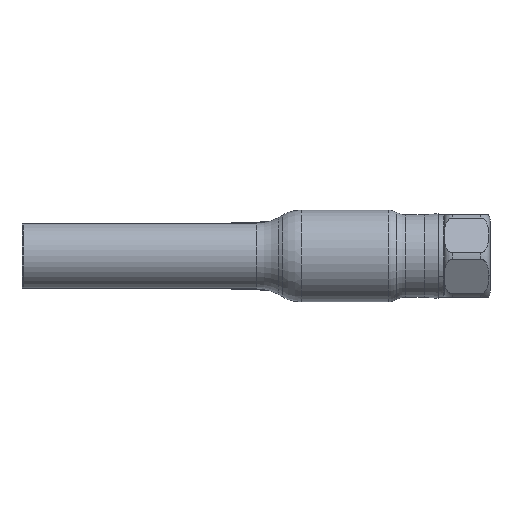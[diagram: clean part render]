
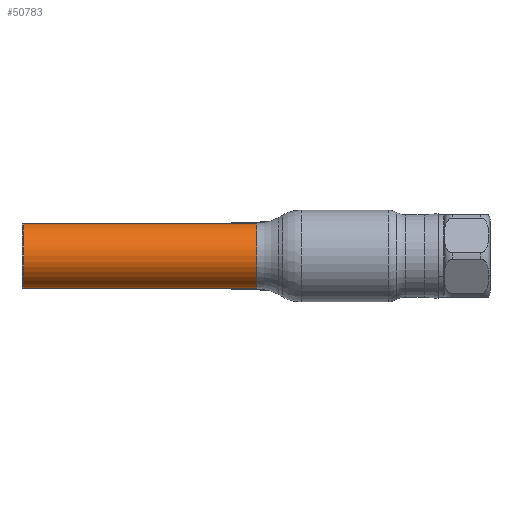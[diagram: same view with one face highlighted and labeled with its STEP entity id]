
A CAD part, front view. The second image highlights one B-rep face of the part: STEP entity #50783.
In plain terms, the highlighted cylindrical face has radius 10.65 mm (diameter 21.3 mm), a partial arc.
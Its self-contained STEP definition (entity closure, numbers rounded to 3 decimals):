
#292 = CARTESIAN_POINT ( 'NONE',  ( -28.786, 0., 10.65 ) ) ;
#525 = ORIENTED_EDGE ( 'NONE', *, *, #42324, .F. ) ;
#2877 = CIRCLE ( 'NONE', #54322, 10.65 ) ;
#3995 = CARTESIAN_POINT ( 'NONE',  ( -62.69, 0., 0. ) ) ;
#4934 = CARTESIAN_POINT ( 'NONE',  ( -62.69, 0., -10.65 ) ) ;
#8046 = EDGE_CURVE ( 'NONE', #32237, #36081, #31486, .T. ) ;
#8176 = ORIENTED_EDGE ( 'NONE', *, *, #25176, .T. ) ;
#9855 = AXIS2_PLACEMENT_3D ( 'NONE', #44339, #29249, #14550 ) ;
#10952 = CIRCLE ( 'NONE', #9855, 10.65 ) ;
#14550 = DIRECTION ( 'NONE',  ( 0., 0., 1. ) ) ;
#18275 = CARTESIAN_POINT ( 'NONE',  ( -62.69, 0., 10.65 ) ) ;
#18457 = VECTOR ( 'NONE', #25580, 1000. ) ;
#18711 = CARTESIAN_POINT ( 'NONE',  ( -105., 0., 0. ) ) ;
#18727 = DIRECTION ( 'NONE',  ( 0., 0., 1. ) ) ;
#23888 = LINE ( 'NONE', #18275, #32642 ) ;
#25176 = EDGE_CURVE ( 'NONE', #50189, #60796, #23888, .T. ) ;
#25580 = DIRECTION ( 'NONE',  ( -1., 0., 0. ) ) ;
#26101 = CARTESIAN_POINT ( 'NONE',  ( -105., 0., 10.65 ) ) ;
#29249 = DIRECTION ( 'NONE',  ( -1., 0., 0. ) ) ;
#30961 = AXIS2_PLACEMENT_3D ( 'NONE', #3995, #66336, #18727 ) ;
#31486 = LINE ( 'NONE', #4934, #18457 ) ;
#32237 = VERTEX_POINT ( 'NONE', #36607 ) ;
#32642 = VECTOR ( 'NONE', #34665, 1000. ) ;
#34665 = DIRECTION ( 'NONE',  ( -1., 0., 0. ) ) ;
#36081 = VERTEX_POINT ( 'NONE', #66514 ) ;
#36607 = CARTESIAN_POINT ( 'NONE',  ( -28.786, 0., -10.65 ) ) ;
#37218 = ORIENTED_EDGE ( 'NONE', *, *, #8046, .F. ) ;
#38630 = DIRECTION ( 'NONE',  ( 0., 0., 1. ) ) ;
#42324 = EDGE_CURVE ( 'NONE', #36081, #60796, #2877, .T. ) ;
#44339 = CARTESIAN_POINT ( 'NONE',  ( -28.786, 0., 0. ) ) ;
#45423 = EDGE_CURVE ( 'NONE', #32237, #50189, #10952, .T. ) ;
#50189 = VERTEX_POINT ( 'NONE', #292 ) ;
#50783 = ADVANCED_FACE ( 'NONE', ( #55819 ), #51953, .T. ) ;
#51555 = ORIENTED_EDGE ( 'NONE', *, *, #45423, .T. ) ;
#51953 = CYLINDRICAL_SURFACE ( 'NONE', #30961, 10.65 ) ;
#54322 = AXIS2_PLACEMENT_3D ( 'NONE', #18711, #61420, #38630 ) ;
#55819 = FACE_OUTER_BOUND ( 'NONE', #61137, .T. ) ;
#60796 = VERTEX_POINT ( 'NONE', #26101 ) ;
#61137 = EDGE_LOOP ( 'NONE', ( #37218, #51555, #8176, #525 ) ) ;
#61420 = DIRECTION ( 'NONE',  ( -1., 0., 0. ) ) ;
#66336 = DIRECTION ( 'NONE',  ( -1., 0., 0. ) ) ;
#66514 = CARTESIAN_POINT ( 'NONE',  ( -105., 0., -10.65 ) ) ;
